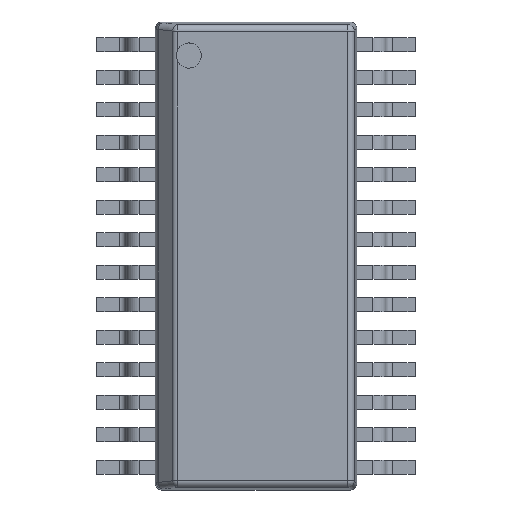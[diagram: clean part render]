
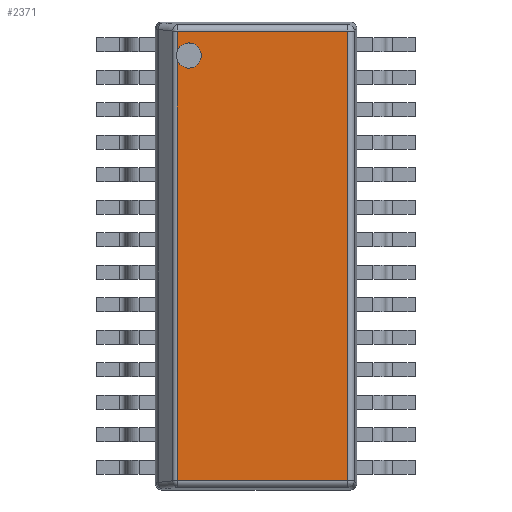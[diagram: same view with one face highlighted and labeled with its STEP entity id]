
A CAD part, top view. The second image highlights one B-rep face of the part: STEP entity #2371.
In plain terms, the highlighted planar face has unit normal (0, 0, 1).
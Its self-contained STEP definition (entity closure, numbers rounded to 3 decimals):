
#2165 = VERTEX_POINT('',#2166);
#2166 = CARTESIAN_POINT('',(2.96,0.14,1.1));
#2173 = EDGE_CURVE('',#2174,#2165,#2176,.T.);
#2174 = VERTEX_POINT('',#2175);
#2175 = CARTESIAN_POINT('',(0.341,0.14,1.1));
#2176 = LINE('',#2177,#2178);
#2177 = CARTESIAN_POINT('',(0.3,0.14,1.1));
#2178 = VECTOR('',#2179,1.);
#2179 = DIRECTION('',(1.,0.,0.));
#2248 = VERTEX_POINT('',#2249);
#2249 = CARTESIAN_POINT('',(0.341,7.06,1.1));
#2256 = EDGE_CURVE('',#2248,#2257,#2259,.T.);
#2257 = VERTEX_POINT('',#2258);
#2258 = CARTESIAN_POINT('',(2.96,7.06,1.1));
#2259 = LINE('',#2260,#2261);
#2260 = CARTESIAN_POINT('',(0.3,7.06,1.1));
#2261 = VECTOR('',#2262,1.);
#2262 = DIRECTION('',(1.,0.,0.));
#2286 = EDGE_CURVE('',#2165,#2257,#2287,.T.);
#2287 = LINE('',#2288,#2289);
#2288 = CARTESIAN_POINT('',(2.96,0.05,1.1));
#2289 = VECTOR('',#2290,1.);
#2290 = DIRECTION('',(0.,1.,0.));
#2371 = ADVANCED_FACE('',(#2372),#2409,.T.);
#2372 = FACE_BOUND('',#2373,.T.);
#2373 = EDGE_LOOP('',(#2374,#2375,#2383,#2392,#2401,#2407,#2408));
#2374 = ORIENTED_EDGE('',*,*,#2256,.F.);
#2375 = ORIENTED_EDGE('',*,*,#2376,.F.);
#2376 = EDGE_CURVE('',#2377,#2248,#2379,.T.);
#2377 = VERTEX_POINT('',#2378);
#2378 = CARTESIAN_POINT('',(0.341,6.766,1.1));
#2379 = LINE('',#2380,#2381);
#2380 = CARTESIAN_POINT('',(0.341,0.05,1.1));
#2381 = VECTOR('',#2382,1.);
#2382 = DIRECTION('',(0.,1.,0.));
#2383 = ORIENTED_EDGE('',*,*,#2384,.F.);
#2384 = EDGE_CURVE('',#2385,#2377,#2387,.T.);
#2385 = VERTEX_POINT('',#2386);
#2386 = CARTESIAN_POINT('',(0.71,6.683,1.1));
#2387 = CIRCLE('',#2388,0.194);
#2388 = AXIS2_PLACEMENT_3D('',#2389,#2390,#2391);
#2389 = CARTESIAN_POINT('',(0.517,6.683,1.1));
#2390 = DIRECTION('',(0.,0.,1.));
#2391 = DIRECTION('',(1.,0.,0.));
#2392 = ORIENTED_EDGE('',*,*,#2393,.F.);
#2393 = EDGE_CURVE('',#2394,#2385,#2396,.T.);
#2394 = VERTEX_POINT('',#2395);
#2395 = CARTESIAN_POINT('',(0.341,6.601,1.1));
#2396 = CIRCLE('',#2397,0.194);
#2397 = AXIS2_PLACEMENT_3D('',#2398,#2399,#2400);
#2398 = CARTESIAN_POINT('',(0.517,6.683,1.1));
#2399 = DIRECTION('',(0.,0.,1.));
#2400 = DIRECTION('',(1.,0.,0.));
#2401 = ORIENTED_EDGE('',*,*,#2402,.F.);
#2402 = EDGE_CURVE('',#2174,#2394,#2403,.T.);
#2403 = LINE('',#2404,#2405);
#2404 = CARTESIAN_POINT('',(0.341,0.05,1.1));
#2405 = VECTOR('',#2406,1.);
#2406 = DIRECTION('',(0.,1.,0.));
#2407 = ORIENTED_EDGE('',*,*,#2173,.T.);
#2408 = ORIENTED_EDGE('',*,*,#2286,.T.);
#2409 = PLANE('',#2410);
#2410 = AXIS2_PLACEMENT_3D('',#2411,#2412,#2413);
#2411 = CARTESIAN_POINT('',(0.,0.,1.1));
#2412 = DIRECTION('',(0.,0.,1.));
#2413 = DIRECTION('',(1.,0.,0.));
